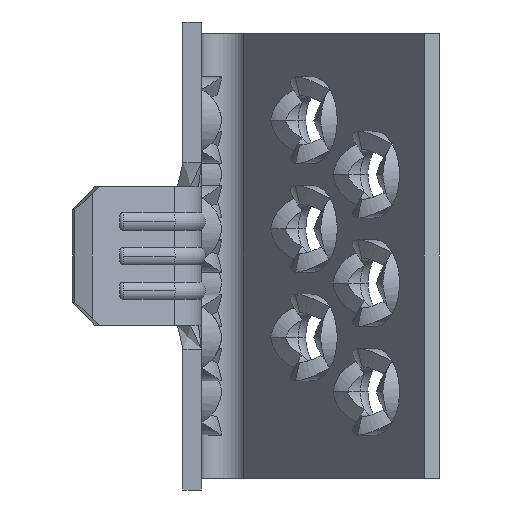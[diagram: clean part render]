
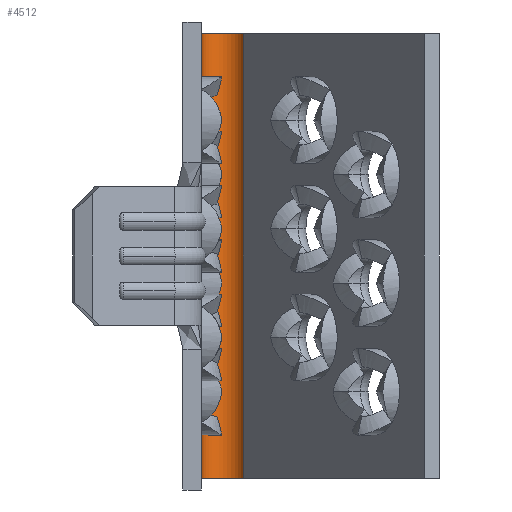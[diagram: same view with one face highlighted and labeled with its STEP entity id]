
A CAD part, left-side view. The second image highlights one B-rep face of the part: STEP entity #4512.
In plain terms, the highlighted cylindrical face has radius 0.508 mm (diameter 1.016 mm), a partial arc.
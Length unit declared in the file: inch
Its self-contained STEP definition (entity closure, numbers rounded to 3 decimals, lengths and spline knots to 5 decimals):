
#79 = ORIENTED_EDGE ( 'NONE', *, *, #8862, .F. ) ;
#82 = DIRECTION ( 'NONE',  ( 1., 0., 0. ) ) ;
#404 = CYLINDRICAL_SURFACE ( 'NONE', #473, 0.02 ) ;
#473 = AXIS2_PLACEMENT_3D ( 'NONE', #10346, #5895, #3190 ) ;
#1202 = VECTOR ( 'NONE', #9688, 39.37008 ) ;
#1545 = EDGE_CURVE ( 'NONE', #2473, #10887, #1666, .T. ) ;
#1666 = CIRCLE ( 'NONE', #7596, 0.02 ) ;
#2438 = EDGE_CURVE ( 'NONE', #2473, #4981, #8074, .T. ) ;
#2473 = VERTEX_POINT ( 'NONE', #10506 ) ;
#3104 = CARTESIAN_POINT ( 'NONE',  ( 0.01147, -0.01638, -0.1925 ) ) ;
#3190 = DIRECTION ( 'NONE',  ( -1., 0., 0. ) ) ;
#3280 = DIRECTION ( 'NONE',  ( 0., 0., -1. ) ) ;
#3357 = FACE_OUTER_BOUND ( 'NONE', #7334, .T. ) ;
#4018 = CIRCLE ( 'NONE', #5153, 0.02 ) ;
#4236 = CARTESIAN_POINT ( 'NONE',  ( 0., 0.02, 0.1925 ) ) ;
#4433 = VERTEX_POINT ( 'NONE', #3104 ) ;
#4512 = ADVANCED_FACE ( 'NONE', ( #3357 ), #404, .F. ) ;
#4691 = ORIENTED_EDGE ( 'NONE', *, *, #2438, .T. ) ;
#4694 = CARTESIAN_POINT ( 'NONE',  ( 0., 0.02, -0.1925 ) ) ;
#4981 = VERTEX_POINT ( 'NONE', #4694 ) ;
#5153 = AXIS2_PLACEMENT_3D ( 'NONE', #8648, #3280, #9555 ) ;
#5301 = CARTESIAN_POINT ( 'NONE',  ( 0.01147, -0.01638, 0.1925 ) ) ;
#5444 = DIRECTION ( 'NONE',  ( 0., 0., -1. ) ) ;
#5682 = VECTOR ( 'NONE', #8601, 39.37008 ) ;
#5895 = DIRECTION ( 'NONE',  ( 0., 0., -1. ) ) ;
#6063 = CARTESIAN_POINT ( 'NONE',  ( 0.01147, -0.01638, 0.1925 ) ) ;
#6110 = ORIENTED_EDGE ( 'NONE', *, *, #1545, .F. ) ;
#6423 = EDGE_CURVE ( 'NONE', #4981, #4433, #4018, .T. ) ;
#6876 = ORIENTED_EDGE ( 'NONE', *, *, #6423, .T. ) ;
#7334 = EDGE_LOOP ( 'NONE', ( #6876, #79, #6110, #4691 ) ) ;
#7596 = AXIS2_PLACEMENT_3D ( 'NONE', #10785, #5444, #82 ) ;
#8074 = LINE ( 'NONE', #4236, #5682 ) ;
#8601 = DIRECTION ( 'NONE',  ( 0., 0., -1. ) ) ;
#8648 = CARTESIAN_POINT ( 'NONE',  ( 0., 0., -0.1925 ) ) ;
#8862 = EDGE_CURVE ( 'NONE', #10887, #4433, #10714, .T. ) ;
#9555 = DIRECTION ( 'NONE',  ( 1., 0., 0. ) ) ;
#9688 = DIRECTION ( 'NONE',  ( 0., 0., -1. ) ) ;
#10346 = CARTESIAN_POINT ( 'NONE',  ( 0., 0., 0.1925 ) ) ;
#10506 = CARTESIAN_POINT ( 'NONE',  ( 0., 0.02, 0.1925 ) ) ;
#10714 = LINE ( 'NONE', #6063, #1202 ) ;
#10785 = CARTESIAN_POINT ( 'NONE',  ( 0., 0., 0.1925 ) ) ;
#10887 = VERTEX_POINT ( 'NONE', #5301 ) ;
